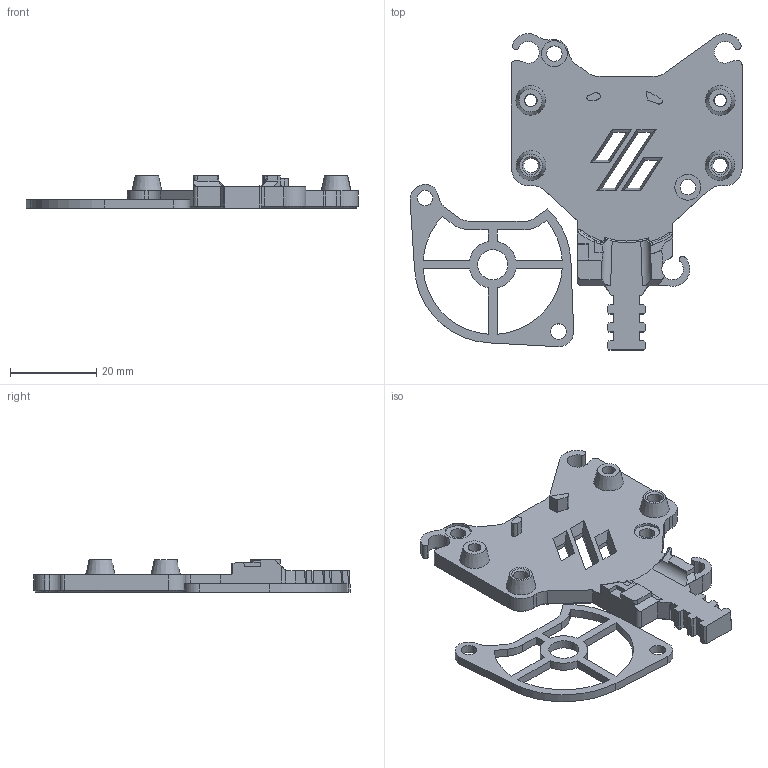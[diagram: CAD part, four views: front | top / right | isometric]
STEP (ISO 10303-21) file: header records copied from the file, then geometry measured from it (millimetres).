
FILE_DESCRIPTION(/* description */ (''),/* implementation_level */ '2;1');
FILE_NAME(/* name */ 'Jabberwocky_Stealthchanger_NH36_Mount_and_Spacer.step',/* time_stamp */ '2025-12-30T11:28:04-08:00',/* author */ (''),/* organization */ (''),/* preprocessor_version */ 'ST-DEVELOPER v20.1',/* originating_system */ 'Autodesk Translation Framework v14.17.0.0',/* authorisation */ '');
FILE_SCHEMA (('AUTOMOTIVE_DESIGN { 1 0 10303 214 3 1 1 }'));
Length unit declared in the file: millimetre
Products named in the file (1): Jabberwocky Stealthchanger NH36 Mount
Bounding box: 77.07 x 73.48 x 7.53 mm (x, y, z)
Volume: 10041.7 mm3; surface area: 8328.6 mm2
Topology: 2 solids, 2 shells, 341 faces, 889 edges, 564 vertices
Faces by surface type: plane 193, cylinder 92, cone 41, bspline 8, torus 7
Full cylindrical faces by diameter (mm): 2.8 x2, 3 x2, 3.4 x2, 3.6 x4, 4.7 x3, 6 x2, 7.004 x1
Entity records: 10842 total; most frequent: CARTESIAN_POINT 2243, DIRECTION 1797, ORIENTED_EDGE 1778, EDGE_CURVE 889, AXIS2_PLACEMENT_3D 611, LINE 575, VECTOR 575, VERTEX_POINT 564
